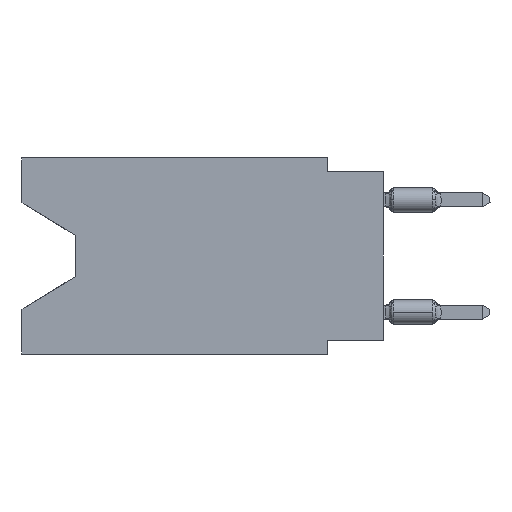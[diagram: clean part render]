
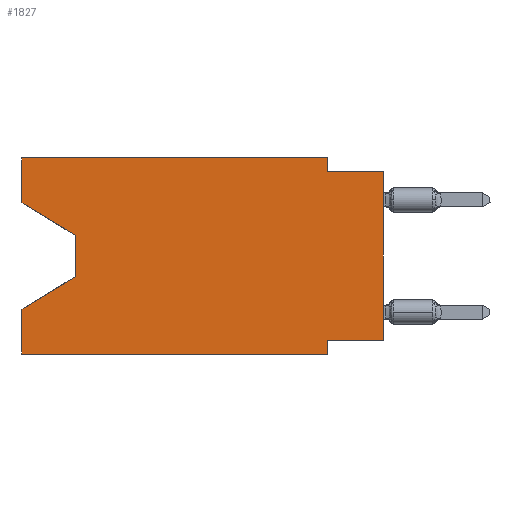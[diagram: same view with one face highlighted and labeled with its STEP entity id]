
A CAD part, left-side view. The second image highlights one B-rep face of the part: STEP entity #1827.
In plain terms, the highlighted planar face has unit normal (-1, 0, 0).
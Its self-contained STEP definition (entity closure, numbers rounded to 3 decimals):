
#146 = EDGE_CURVE ( 'NONE', #46360, #34112, #9532, .T. ) ;
#862 = CARTESIAN_POINT ( 'NONE',  ( 0., 16.383, -2.038 ) ) ;
#1148 = AXIS2_PLACEMENT_3D ( 'NONE', #19244, #15670, #31433 ) ;
#1827 = ADVANCED_FACE ( 'NONE', ( #38549 ), #19987, .F. ) ;
#1930 = VERTEX_POINT ( 'NONE', #8540 ) ;
#2404 = CARTESIAN_POINT ( 'NONE',  ( 0., 13.97, -5.385 ) ) ;
#2554 = CARTESIAN_POINT ( 'NONE',  ( 0., 13.97, -5.385 ) ) ;
#3341 = DIRECTION ( 'NONE',  ( 0., 0., 1. ) ) ;
#4040 = CARTESIAN_POINT ( 'NONE',  ( 0., 2.54, 0. ) ) ;
#4784 = VECTOR ( 'NONE', #40443, 1000. ) ;
#4999 = CARTESIAN_POINT ( 'NONE',  ( 0., 0., -8.255 ) ) ;
#5471 = EDGE_CURVE ( 'NONE', #43783, #25535, #7205, .T. ) ;
#5747 = ORIENTED_EDGE ( 'NONE', *, *, #146, .F. ) ;
#6812 = VERTEX_POINT ( 'NONE', #43011 ) ;
#6871 = DIRECTION ( 'NONE',  ( 0., 0., 1. ) ) ;
#6941 = EDGE_CURVE ( 'NONE', #26728, #34112, #17583, .T. ) ;
#7205 = LINE ( 'NONE', #30340, #21751 ) ;
#7689 = VERTEX_POINT ( 'NONE', #4999 ) ;
#7872 = LINE ( 'NONE', #19578, #45142 ) ;
#7954 = VERTEX_POINT ( 'NONE', #862 ) ;
#7969 = CARTESIAN_POINT ( 'NONE',  ( 0., 0., -8.255 ) ) ;
#8540 = CARTESIAN_POINT ( 'NONE',  ( 0., 16.383, 0. ) ) ;
#8791 = EDGE_LOOP ( 'NONE', ( #42476, #43077, #20913, #5747, #37566, #43350, #12071, #41732, #24074, #25071, #11475, #17712 ) ) ;
#9532 = LINE ( 'NONE', #17413, #27865 ) ;
#10435 = CARTESIAN_POINT ( 'NONE',  ( 0., 0., 0. ) ) ;
#10663 = LINE ( 'NONE', #4040, #18740 ) ;
#10835 = VECTOR ( 'NONE', #3341, 1000. ) ;
#11475 = ORIENTED_EDGE ( 'NONE', *, *, #40766, .F. ) ;
#12071 = ORIENTED_EDGE ( 'NONE', *, *, #43453, .F. ) ;
#12871 = EDGE_CURVE ( 'NONE', #7689, #25535, #14252, .T. ) ;
#14252 = LINE ( 'NONE', #10435, #36503 ) ;
#14441 = EDGE_CURVE ( 'NONE', #16354, #26728, #20491, .T. ) ;
#14701 = VECTOR ( 'NONE', #40061, 1000. ) ;
#14757 = CARTESIAN_POINT ( 'NONE',  ( 0., 16.383, -2.038 ) ) ;
#14984 = DIRECTION ( 'NONE',  ( 0., 0., -1. ) ) ;
#15570 = CARTESIAN_POINT ( 'NONE',  ( 0., 2.54, -8.89 ) ) ;
#15670 = DIRECTION ( 'NONE',  ( 1., 0., 0. ) ) ;
#16354 = VERTEX_POINT ( 'NONE', #30619 ) ;
#17413 = CARTESIAN_POINT ( 'NONE',  ( 0., 16.383, 0. ) ) ;
#17583 = LINE ( 'NONE', #2554, #4784 ) ;
#17712 = ORIENTED_EDGE ( 'NONE', *, *, #39832, .F. ) ;
#18407 = DIRECTION ( 'NONE',  ( 0., -1., 0. ) ) ;
#18740 = VECTOR ( 'NONE', #14984, 1000. ) ;
#19244 = CARTESIAN_POINT ( 'NONE',  ( 0., 16.383, 0. ) ) ;
#19257 = EDGE_CURVE ( 'NONE', #44555, #43783, #10663, .T. ) ;
#19578 = CARTESIAN_POINT ( 'NONE',  ( 0., 16.383, -8.89 ) ) ;
#19987 = PLANE ( 'NONE',  #1148 ) ;
#20059 = VERTEX_POINT ( 'NONE', #35225 ) ;
#20424 = CARTESIAN_POINT ( 'NONE',  ( 0., 16.383, 0. ) ) ;
#20491 = LINE ( 'NONE', #48197, #14701 ) ;
#20913 = ORIENTED_EDGE ( 'NONE', *, *, #6941, .T. ) ;
#21751 = VECTOR ( 'NONE', #18407, 1000. ) ;
#21816 = CARTESIAN_POINT ( 'NONE',  ( 0., 2.54, 0. ) ) ;
#23988 = DIRECTION ( 'NONE',  ( 0., -1., 0. ) ) ;
#24074 = ORIENTED_EDGE ( 'NONE', *, *, #5471, .F. ) ;
#25071 = ORIENTED_EDGE ( 'NONE', *, *, #19257, .F. ) ;
#25535 = VERTEX_POINT ( 'NONE', #37910 ) ;
#26728 = VERTEX_POINT ( 'NONE', #2404 ) ;
#26833 = CARTESIAN_POINT ( 'NONE',  ( 0., 16.383, -8.89 ) ) ;
#27505 = VECTOR ( 'NONE', #31071, 1000. ) ;
#27808 = LINE ( 'NONE', #20424, #38524 ) ;
#27865 = VECTOR ( 'NONE', #32911, 1000. ) ;
#29871 = EDGE_CURVE ( 'NONE', #20059, #6812, #30577, .T. ) ;
#30340 = CARTESIAN_POINT ( 'NONE',  ( 0., 0., -0.635 ) ) ;
#30577 = LINE ( 'NONE', #15570, #27505 ) ;
#30619 = CARTESIAN_POINT ( 'NONE',  ( 0., 13.97, -3.505 ) ) ;
#31071 = DIRECTION ( 'NONE',  ( 0., 0., -1. ) ) ;
#31433 = DIRECTION ( 'NONE',  ( 0., 0., -1. ) ) ;
#32911 = DIRECTION ( 'NONE',  ( 0., 0., 1. ) ) ;
#34112 = VERTEX_POINT ( 'NONE', #35372 ) ;
#35225 = CARTESIAN_POINT ( 'NONE',  ( 0., 2.54, -8.255 ) ) ;
#35364 = CARTESIAN_POINT ( 'NONE',  ( 0., 2.54, -0.635 ) ) ;
#35372 = CARTESIAN_POINT ( 'NONE',  ( 0., 16.383, -6.852 ) ) ;
#36503 = VECTOR ( 'NONE', #6871, 1000. ) ;
#37566 = ORIENTED_EDGE ( 'NONE', *, *, #42743, .T. ) ;
#37910 = CARTESIAN_POINT ( 'NONE',  ( 0., 0., -0.635 ) ) ;
#38230 = DIRECTION ( 'NONE',  ( 0., 1., 0. ) ) ;
#38409 = CARTESIAN_POINT ( 'NONE',  ( 0., 16.383, 0. ) ) ;
#38524 = VECTOR ( 'NONE', #23988, 1000. ) ;
#38549 = FACE_OUTER_BOUND ( 'NONE', #8791, .T. ) ;
#38648 = VECTOR ( 'NONE', #42190, 1000. ) ;
#39832 = EDGE_CURVE ( 'NONE', #7954, #1930, #42228, .T. ) ;
#40061 = DIRECTION ( 'NONE',  ( 0., 0., -1. ) ) ;
#40443 = DIRECTION ( 'NONE',  ( 0., 0.855, -0.519 ) ) ;
#40766 = EDGE_CURVE ( 'NONE', #1930, #44555, #27808, .T. ) ;
#41163 = VECTOR ( 'NONE', #38230, 1000. ) ;
#41732 = ORIENTED_EDGE ( 'NONE', *, *, #12871, .T. ) ;
#42036 = LINE ( 'NONE', #7969, #41163 ) ;
#42190 = DIRECTION ( 'NONE',  ( 0., -0.855, -0.519 ) ) ;
#42228 = LINE ( 'NONE', #38409, #10835 ) ;
#42476 = ORIENTED_EDGE ( 'NONE', *, *, #42693, .T. ) ;
#42693 = EDGE_CURVE ( 'NONE', #7954, #16354, #45508, .T. ) ;
#42743 = EDGE_CURVE ( 'NONE', #46360, #6812, #7872, .T. ) ;
#43011 = CARTESIAN_POINT ( 'NONE',  ( 0., 2.54, -8.89 ) ) ;
#43077 = ORIENTED_EDGE ( 'NONE', *, *, #14441, .T. ) ;
#43350 = ORIENTED_EDGE ( 'NONE', *, *, #29871, .F. ) ;
#43453 = EDGE_CURVE ( 'NONE', #7689, #20059, #42036, .T. ) ;
#43783 = VERTEX_POINT ( 'NONE', #35364 ) ;
#44555 = VERTEX_POINT ( 'NONE', #21816 ) ;
#45142 = VECTOR ( 'NONE', #46265, 1000. ) ;
#45508 = LINE ( 'NONE', #14757, #38648 ) ;
#46265 = DIRECTION ( 'NONE',  ( 0., -1., 0. ) ) ;
#46360 = VERTEX_POINT ( 'NONE', #26833 ) ;
#48197 = CARTESIAN_POINT ( 'NONE',  ( 0., 13.97, -3.505 ) ) ;
